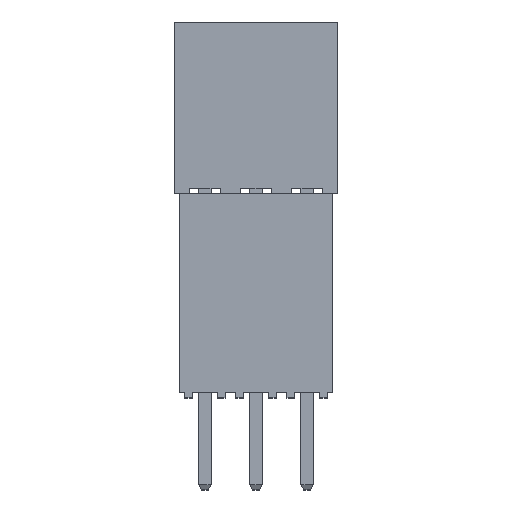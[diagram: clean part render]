
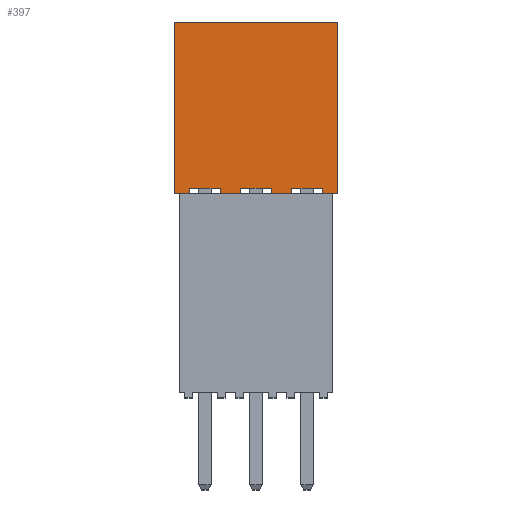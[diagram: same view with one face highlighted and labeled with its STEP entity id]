
A CAD part, top view. The second image highlights one B-rep face of the part: STEP entity #397.
In plain terms, the highlighted planar face has unit normal (0, 0, 1).
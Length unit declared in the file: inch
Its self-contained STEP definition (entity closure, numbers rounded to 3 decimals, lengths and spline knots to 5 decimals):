
#397 = ADVANCED_FACE( '', ( #1005 ), #1006, .F. );
#1005 = FACE_OUTER_BOUND( '', #1865, .T. );
#1006 = PLANE( '', #1866 );
#1865 = EDGE_LOOP( '', ( #2814, #2815, #2816, #2817, #2818, #2819, #2820, #2821, #2822, #2823, #2824, #2825, #2826, #2827, #2828, #2829 ) );
#1866 = AXIS2_PLACEMENT_3D( '', #2830, #2831, #2832 );
#2814 = ORIENTED_EDGE( '', *, *, #5268, .F. );
#2815 = ORIENTED_EDGE( '', *, *, #5269, .T. );
#2816 = ORIENTED_EDGE( '', *, *, #5270, .F. );
#2817 = ORIENTED_EDGE( '', *, *, #5271, .F. );
#2818 = ORIENTED_EDGE( '', *, *, #5272, .T. );
#2819 = ORIENTED_EDGE( '', *, *, #5273, .T. );
#2820 = ORIENTED_EDGE( '', *, *, #5274, .F. );
#2821 = ORIENTED_EDGE( '', *, *, #5275, .F. );
#2822 = ORIENTED_EDGE( '', *, *, #5276, .F. );
#2823 = ORIENTED_EDGE( '', *, *, #5277, .T. );
#2824 = ORIENTED_EDGE( '', *, *, #5278, .F. );
#2825 = ORIENTED_EDGE( '', *, *, #5279, .F. );
#2826 = ORIENTED_EDGE( '', *, *, #5280, .F. );
#2827 = ORIENTED_EDGE( '', *, *, #5281, .T. );
#2828 = ORIENTED_EDGE( '', *, *, #5282, .F. );
#2829 = ORIENTED_EDGE( '', *, *, #5283, .F. );
#2830 = CARTESIAN_POINT( '', ( 0., 0.335, 0.0975 ) );
#2831 = DIRECTION( '', ( 0., 0., -1. ) );
#2832 = DIRECTION( '', ( -1., 0., 0. ) );
#5268 = EDGE_CURVE( '', #6328, #6329, #6330, .T. );
#5269 = EDGE_CURVE( '', #6328, #6331, #6332, .T. );
#5270 = EDGE_CURVE( '', #6333, #6331, #6334, .T. );
#5271 = EDGE_CURVE( '', #6335, #6333, #6336, .T. );
#5272 = EDGE_CURVE( '', #6335, #6337, #6338, .T. );
#5273 = EDGE_CURVE( '', #6337, #6339, #6340, .T. );
#5274 = EDGE_CURVE( '', #6341, #6339, #6342, .T. );
#5275 = EDGE_CURVE( '', #6343, #6341, #6344, .T. );
#5276 = EDGE_CURVE( '', #6345, #6343, #6346, .T. );
#5277 = EDGE_CURVE( '', #6345, #6347, #6348, .T. );
#5278 = EDGE_CURVE( '', #6349, #6347, #6350, .T. );
#5279 = EDGE_CURVE( '', #6351, #6349, #6352, .T. );
#5280 = EDGE_CURVE( '', #6353, #6351, #6354, .T. );
#5281 = EDGE_CURVE( '', #6353, #6355, #6356, .T. );
#5282 = EDGE_CURVE( '', #6357, #6355, #6358, .T. );
#5283 = EDGE_CURVE( '', #6329, #6357, #6359, .T. );
#6328 = VERTEX_POINT( '', #7853 );
#6329 = VERTEX_POINT( '', #7854 );
#6330 = LINE( '', #7855, #7856 );
#6331 = VERTEX_POINT( '', #7857 );
#6332 = LINE( '', #7858, #7859 );
#6333 = VERTEX_POINT( '', #7860 );
#6334 = LINE( '', #7861, #7862 );
#6335 = VERTEX_POINT( '', #7863 );
#6336 = LINE( '', #7864, #7865 );
#6337 = VERTEX_POINT( '', #7866 );
#6338 = LINE( '', #7867, #7868 );
#6339 = VERTEX_POINT( '', #7869 );
#6340 = LINE( '', #7870, #7871 );
#6341 = VERTEX_POINT( '', #7872 );
#6342 = LINE( '', #7873, #7874 );
#6343 = VERTEX_POINT( '', #7875 );
#6344 = LINE( '', #7876, #7877 );
#6345 = VERTEX_POINT( '', #7878 );
#6346 = LINE( '', #7879, #7880 );
#6347 = VERTEX_POINT( '', #7881 );
#6348 = LINE( '', #7882, #7883 );
#6349 = VERTEX_POINT( '', #7884 );
#6350 = LINE( '', #7885, #7886 );
#6351 = VERTEX_POINT( '', #7887 );
#6352 = LINE( '', #7888, #7889 );
#6353 = VERTEX_POINT( '', #7890 );
#6354 = LINE( '', #7891, #7892 );
#6355 = VERTEX_POINT( '', #7893 );
#6356 = LINE( '', #7894, #7895 );
#6357 = VERTEX_POINT( '', #7896 );
#6358 = LINE( '', #7897, #7898 );
#6359 = LINE( '', #7899, #7900 );
#7853 = CARTESIAN_POINT( '', ( 0.29, 0., 0.0975 ) );
#7854 = CARTESIAN_POINT( '', ( 0.29, 0.01, 0.0975 ) );
#7855 = CARTESIAN_POINT( '', ( 0.29, 0., 0.0975 ) );
#7856 = VECTOR( '', #9820, 39.37008 );
#7857 = CARTESIAN_POINT( '', ( 0.32, 0., 0.0975 ) );
#7858 = CARTESIAN_POINT( '', ( 0., 0., 0.0975 ) );
#7859 = VECTOR( '', #9821, 39.37008 );
#7860 = CARTESIAN_POINT( '', ( 0.32, 0.335, 0.0975 ) );
#7861 = CARTESIAN_POINT( '', ( 0.32, 0.335, 0.0975 ) );
#7862 = VECTOR( '', #9822, 39.37008 );
#7863 = CARTESIAN_POINT( '', ( 0., 0.335, 0.0975 ) );
#7864 = CARTESIAN_POINT( '', ( 0., 0.335, 0.0975 ) );
#7865 = VECTOR( '', #9823, 39.37008 );
#7866 = CARTESIAN_POINT( '', ( 0., 0., 0.0975 ) );
#7867 = CARTESIAN_POINT( '', ( 0., 0.335, 0.0975 ) );
#7868 = VECTOR( '', #9824, 39.37008 );
#7869 = CARTESIAN_POINT( '', ( 0.03, 0., 0.0975 ) );
#7870 = CARTESIAN_POINT( '', ( 0., 0., 0.0975 ) );
#7871 = VECTOR( '', #9825, 39.37008 );
#7872 = CARTESIAN_POINT( '', ( 0.03, 0.01, 0.0975 ) );
#7873 = CARTESIAN_POINT( '', ( 0.03, 0.01, 0.0975 ) );
#7874 = VECTOR( '', #9826, 39.37008 );
#7875 = CARTESIAN_POINT( '', ( 0.09, 0.01, 0.0975 ) );
#7876 = CARTESIAN_POINT( '', ( 0.09, 0.01, 0.0975 ) );
#7877 = VECTOR( '', #9827, 39.37008 );
#7878 = CARTESIAN_POINT( '', ( 0.09, 0., 0.0975 ) );
#7879 = CARTESIAN_POINT( '', ( 0.09, 0., 0.0975 ) );
#7880 = VECTOR( '', #9828, 39.37008 );
#7881 = CARTESIAN_POINT( '', ( 0.13, 0., 0.0975 ) );
#7882 = CARTESIAN_POINT( '', ( 0., 0., 0.0975 ) );
#7883 = VECTOR( '', #9829, 39.37008 );
#7884 = CARTESIAN_POINT( '', ( 0.13, 0.01, 0.0975 ) );
#7885 = CARTESIAN_POINT( '', ( 0.13, 0.01, 0.0975 ) );
#7886 = VECTOR( '', #9830, 39.37008 );
#7887 = CARTESIAN_POINT( '', ( 0.19, 0.01, 0.0975 ) );
#7888 = CARTESIAN_POINT( '', ( 0.19, 0.01, 0.0975 ) );
#7889 = VECTOR( '', #9831, 39.37008 );
#7890 = CARTESIAN_POINT( '', ( 0.19, 0., 0.0975 ) );
#7891 = CARTESIAN_POINT( '', ( 0.19, 0., 0.0975 ) );
#7892 = VECTOR( '', #9832, 39.37008 );
#7893 = CARTESIAN_POINT( '', ( 0.23, 0., 0.0975 ) );
#7894 = CARTESIAN_POINT( '', ( 0., 0., 0.0975 ) );
#7895 = VECTOR( '', #9833, 39.37008 );
#7896 = CARTESIAN_POINT( '', ( 0.23, 0.01, 0.0975 ) );
#7897 = CARTESIAN_POINT( '', ( 0.23, 0.01, 0.0975 ) );
#7898 = VECTOR( '', #9834, 39.37008 );
#7899 = CARTESIAN_POINT( '', ( 0.29, 0.01, 0.0975 ) );
#7900 = VECTOR( '', #9835, 39.37008 );
#9820 = DIRECTION( '', ( 0., 1., 0. ) );
#9821 = DIRECTION( '', ( 1., 0., 0. ) );
#9822 = DIRECTION( '', ( 0., -1., 0. ) );
#9823 = DIRECTION( '', ( 1., 0., 0. ) );
#9824 = DIRECTION( '', ( 0., -1., 0. ) );
#9825 = DIRECTION( '', ( 1., 0., 0. ) );
#9826 = DIRECTION( '', ( 0., -1., 0. ) );
#9827 = DIRECTION( '', ( -1., 0., 0. ) );
#9828 = DIRECTION( '', ( 0., 1., 0. ) );
#9829 = DIRECTION( '', ( 1., 0., 0. ) );
#9830 = DIRECTION( '', ( 0., -1., 0. ) );
#9831 = DIRECTION( '', ( -1., 0., 0. ) );
#9832 = DIRECTION( '', ( 0., 1., 0. ) );
#9833 = DIRECTION( '', ( 1., 0., 0. ) );
#9834 = DIRECTION( '', ( 0., -1., 0. ) );
#9835 = DIRECTION( '', ( -1., 0., 0. ) );
